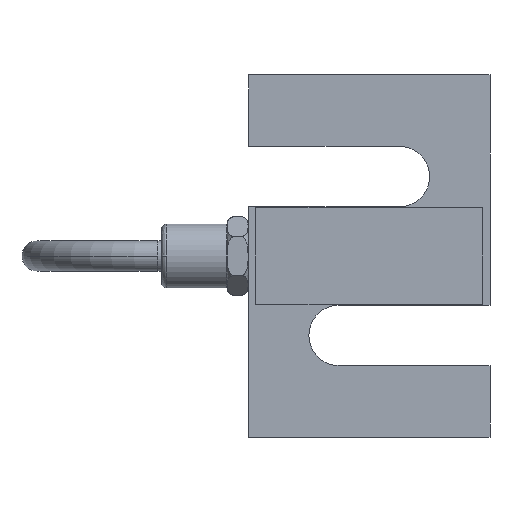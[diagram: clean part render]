
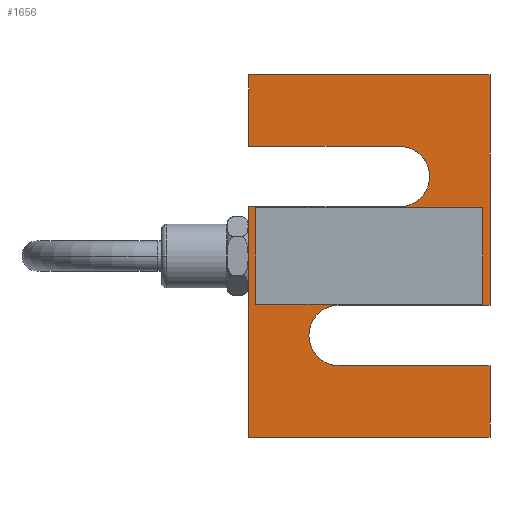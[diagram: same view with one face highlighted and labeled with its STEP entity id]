
A CAD part, front view. The second image highlights one B-rep face of the part: STEP entity #1656.
In plain terms, the highlighted planar face has unit normal (0, -1, 0).
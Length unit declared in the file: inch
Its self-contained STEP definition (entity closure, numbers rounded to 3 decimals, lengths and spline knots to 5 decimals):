
#47 = LINE ( 'NONE', #48, #49 ) ;
#48 = CARTESIAN_POINT ( 'NONE',  ( -0.93, -0.5, -1.5 ) ) ;
#49 = VECTOR ( 'NONE', #50, 39.37008 ) ;
#50 = DIRECTION ( 'NONE',  ( 0., 0., -1. ) ) ;
#213 = CARTESIAN_POINT ( 'NONE',  ( -0.25, -0.5, -2.4075 ) ) ;
#233 = VERTEX_POINT ( 'NONE', #1771 ) ;
#461 = EDGE_CURVE ( 'NONE', #1642, #986, #859, .T. ) ;
#500 = EDGE_CURVE ( 'NONE', #588, #1545, #1233, .T. ) ;
#514 = VERTEX_POINT ( 'NONE', #1355 ) ;
#588 = VERTEX_POINT ( 'NONE', #1983 ) ;
#595 = EDGE_CURVE ( 'NONE', #606, #588, #2094, .T. ) ;
#601 = VERTEX_POINT ( 'NONE', #2145 ) ;
#603 = VERTEX_POINT ( 'NONE', #2207 ) ;
#606 = VERTEX_POINT ( 'NONE', #2221 ) ;
#615 = EDGE_CURVE ( 'NONE', #1657, #233, #2294, .T. ) ;
#623 = EDGE_CURVE ( 'NONE', #1407, #601, #2342, .T. ) ;
#627 = EDGE_CURVE ( 'NONE', #1004, #603, #672, .T. ) ;
#672 = LINE ( 'NONE', #673, #674 ) ;
#673 = CARTESIAN_POINT ( 'NONE',  ( 0., -0.5, -1.11 ) ) ;
#674 = VECTOR ( 'NONE', #675, 39.37008 ) ;
#675 = DIRECTION ( 'NONE',  ( -1., 0., 0. ) ) ;
#686 = ORIENTED_EDGE ( 'NONE', *, *, #1459, .F. ) ;
#795 = CARTESIAN_POINT ( 'NONE',  ( 0.25, -0.5, -1.0925 ) ) ;
#858 = CARTESIAN_POINT ( 'NONE',  ( -1., -0.5, 0. ) ) ;
#859 = LINE ( 'NONE', #860, #861 ) ;
#860 = CARTESIAN_POINT ( 'NONE',  ( 1., -0.5, -1.5 ) ) ;
#861 = VECTOR ( 'NONE', #862, 39.37008 ) ;
#862 = DIRECTION ( 'NONE',  ( 0., 0., -1. ) ) ;
#863 = LINE ( 'NONE', #864, #865 ) ;
#864 = CARTESIAN_POINT ( 'NONE',  ( -1., -0.5, -2.04625 ) ) ;
#865 = VECTOR ( 'NONE', #866, 39.37008 ) ;
#866 = DIRECTION ( 'NONE',  ( 0., 0., -1. ) ) ;
#888 = VERTEX_POINT ( 'NONE', #1264 ) ;
#910 = VERTEX_POINT ( 'NONE', #1289 ) ;
#948 = VERTEX_POINT ( 'NONE', #1319 ) ;
#986 = VERTEX_POINT ( 'NONE', #1327 ) ;
#1004 = VERTEX_POINT ( 'NONE', #1356 ) ;
#1104 = ORIENTED_EDGE ( 'NONE', *, *, #1460, .F. ) ;
#1123 = EDGE_CURVE ( 'NONE', #948, #888, #1415, .T. ) ;
#1184 = EDGE_CURVE ( 'NONE', #603, #948, #47, .T. ) ;
#1222 = ORIENTED_EDGE ( 'NONE', *, *, #623, .F. ) ;
#1233 = LINE ( 'NONE', #1234, #1235 ) ;
#1234 = CARTESIAN_POINT ( 'NONE',  ( -1., -0.5, -1.5 ) ) ;
#1235 = VECTOR ( 'NONE', #1236, 39.37008 ) ;
#1236 = DIRECTION ( 'NONE',  ( 0., 0., 1. ) ) ;
#1264 = CARTESIAN_POINT ( 'NONE',  ( 0.93, -0.5, -1.89 ) ) ;
#1289 = CARTESIAN_POINT ( 'NONE',  ( -1., -0.5, -1.0925 ) ) ;
#1319 = CARTESIAN_POINT ( 'NONE',  ( -0.93, -0.5, -1.89 ) ) ;
#1327 = CARTESIAN_POINT ( 'NONE',  ( 1., -0.5, -1.9075 ) ) ;
#1355 = CARTESIAN_POINT ( 'NONE',  ( -0.25, -0.5, -1.9075 ) ) ;
#1356 = CARTESIAN_POINT ( 'NONE',  ( 0.93, -0.5, -1.11 ) ) ;
#1407 = VERTEX_POINT ( 'NONE', #213 ) ;
#1415 = LINE ( 'NONE', #1416, #1417 ) ;
#1416 = CARTESIAN_POINT ( 'NONE',  ( 0., -0.5, -1.89 ) ) ;
#1417 = VECTOR ( 'NONE', #1418, 39.37008 ) ;
#1418 = DIRECTION ( 'NONE',  ( 1., 0., 0. ) ) ;
#1459 = EDGE_CURVE ( 'NONE', #514, #1407, #1756, .T. ) ;
#1460 = EDGE_CURVE ( 'NONE', #1545, #1642, #1762, .T. ) ;
#1470 = ORIENTED_EDGE ( 'NONE', *, *, #1476, .F. ) ;
#1471 = EDGE_CURVE ( 'NONE', #1535, #606, #1827, .T. ) ;
#1473 = EDGE_LOOP ( 'NONE', ( #1104, #2128, #1679, #1643, #1610, #1575, #1508, #1470, #1222, #686, #1696, #1644 ) ) ;
#1476 = EDGE_CURVE ( 'NONE', #601, #1657, #1899, .T. ) ;
#1492 = ORIENTED_EDGE ( 'NONE', *, *, #1497, .F. ) ;
#1497 = EDGE_CURVE ( 'NONE', #888, #1004, #2110, .T. ) ;
#1508 = ORIENTED_EDGE ( 'NONE', *, *, #615, .F. ) ;
#1529 = ORIENTED_EDGE ( 'NONE', *, *, #627, .F. ) ;
#1535 = VERTEX_POINT ( 'NONE', #795 ) ;
#1545 = VERTEX_POINT ( 'NONE', #858 ) ;
#1547 = EDGE_CURVE ( 'NONE', #910, #233, #863, .T. ) ;
#1569 = ORIENTED_EDGE ( 'NONE', *, *, #1184, .F. ) ;
#1575 = ORIENTED_EDGE ( 'NONE', *, *, #1547, .T. ) ;
#1605 = ORIENTED_EDGE ( 'NONE', *, *, #1123, .F. ) ;
#1610 = ORIENTED_EDGE ( 'NONE', *, *, #1714, .F. ) ;
#1637 = EDGE_LOOP ( 'NONE', ( #1605, #1569, #1529, #1492 ) ) ;
#1642 = VERTEX_POINT ( 'NONE', #1857 ) ;
#1643 = ORIENTED_EDGE ( 'NONE', *, *, #1471, .F. ) ;
#1644 = ORIENTED_EDGE ( 'NONE', *, *, #461, .F. ) ;
#1656 = ADVANCED_FACE ( 'NONE', ( #1975, #1976 ), #1977, .F. ) ;
#1657 = VERTEX_POINT ( 'NONE', #1982 ) ;
#1679 = ORIENTED_EDGE ( 'NONE', *, *, #595, .F. ) ;
#1696 = ORIENTED_EDGE ( 'NONE', *, *, #1749, .F. ) ;
#1714 = EDGE_CURVE ( 'NONE', #910, #1535, #2298, .T. ) ;
#1749 = EDGE_CURVE ( 'NONE', #986, #514, #2322, .T. ) ;
#1756 = CIRCLE ( 'NONE', #1757, 0.25 ) ;
#1757 = AXIS2_PLACEMENT_3D ( 'NONE', #1758, #1759, #1760 ) ;
#1758 = CARTESIAN_POINT ( 'NONE',  ( -0.25, -0.5, -2.1575 ) ) ;
#1759 = DIRECTION ( 'NONE',  ( 0., -1., 0. ) ) ;
#1760 = DIRECTION ( 'NONE',  ( 0., 0., -1. ) ) ;
#1762 = LINE ( 'NONE', #1763, #1764 ) ;
#1763 = CARTESIAN_POINT ( 'NONE',  ( 0., -0.5, 0. ) ) ;
#1764 = VECTOR ( 'NONE', #1765, 39.37008 ) ;
#1765 = DIRECTION ( 'NONE',  ( 1., 0., 0. ) ) ;
#1771 = CARTESIAN_POINT ( 'NONE',  ( -1., -0.5, -3. ) ) ;
#1827 = CIRCLE ( 'NONE', #1828, 0.25 ) ;
#1828 = AXIS2_PLACEMENT_3D ( 'NONE', #1829, #1830, #1831 ) ;
#1829 = CARTESIAN_POINT ( 'NONE',  ( 0.25, -0.5, -0.8425 ) ) ;
#1830 = DIRECTION ( 'NONE',  ( 0., -1., 0. ) ) ;
#1831 = DIRECTION ( 'NONE',  ( 0., 0., -1. ) ) ;
#1857 = CARTESIAN_POINT ( 'NONE',  ( 1., -0.5, 0. ) ) ;
#1899 = LINE ( 'NONE', #1900, #1901 ) ;
#1900 = CARTESIAN_POINT ( 'NONE',  ( 1., -0.5, -1.5 ) ) ;
#1901 = VECTOR ( 'NONE', #1902, 39.37008 ) ;
#1902 = DIRECTION ( 'NONE',  ( 0., 0., -1. ) ) ;
#1975 = FACE_BOUND ( 'NONE', #1637, .T. ) ;
#1976 = FACE_OUTER_BOUND ( 'NONE', #1473, .T. ) ;
#1977 = PLANE ( 'NONE',  #1978 ) ;
#1978 = AXIS2_PLACEMENT_3D ( 'NONE', #1979, #1980, #1981 ) ;
#1979 = CARTESIAN_POINT ( 'NONE',  ( 1., -0.5, -3. ) ) ;
#1980 = DIRECTION ( 'NONE',  ( 0., 1., 0. ) ) ;
#1981 = DIRECTION ( 'NONE',  ( -1., 0., 0. ) ) ;
#1982 = CARTESIAN_POINT ( 'NONE',  ( 1., -0.5, -3. ) ) ;
#1983 = CARTESIAN_POINT ( 'NONE',  ( -1., -0.5, -0.5925 ) ) ;
#2094 = LINE ( 'NONE', #2095, #2096 ) ;
#2095 = CARTESIAN_POINT ( 'NONE',  ( 0., -0.5, -0.5925 ) ) ;
#2096 = VECTOR ( 'NONE', #2097, 39.37008 ) ;
#2097 = DIRECTION ( 'NONE',  ( -1., 0., 0. ) ) ;
#2110 = LINE ( 'NONE', #2111, #2112 ) ;
#2111 = CARTESIAN_POINT ( 'NONE',  ( 0.93, -0.5, -1.5 ) ) ;
#2112 = VECTOR ( 'NONE', #2113, 39.37008 ) ;
#2113 = DIRECTION ( 'NONE',  ( 0., 0., 1. ) ) ;
#2128 = ORIENTED_EDGE ( 'NONE', *, *, #500, .F. ) ;
#2145 = CARTESIAN_POINT ( 'NONE',  ( 1., -0.5, -2.4075 ) ) ;
#2207 = CARTESIAN_POINT ( 'NONE',  ( -0.93, -0.5, -1.11 ) ) ;
#2221 = CARTESIAN_POINT ( 'NONE',  ( 0.25, -0.5, -0.5925 ) ) ;
#2294 = LINE ( 'NONE', #2295, #2296 ) ;
#2295 = CARTESIAN_POINT ( 'NONE',  ( 0., -0.5, -3. ) ) ;
#2296 = VECTOR ( 'NONE', #2297, 39.37008 ) ;
#2297 = DIRECTION ( 'NONE',  ( -1., 0., 0. ) ) ;
#2298 = LINE ( 'NONE', #2299, #2300 ) ;
#2299 = CARTESIAN_POINT ( 'NONE',  ( 0., -0.5, -1.0925 ) ) ;
#2300 = VECTOR ( 'NONE', #2301, 39.37008 ) ;
#2301 = DIRECTION ( 'NONE',  ( 1., 0., 0. ) ) ;
#2322 = LINE ( 'NONE', #2323, #2324 ) ;
#2323 = CARTESIAN_POINT ( 'NONE',  ( 0., -0.5, -1.9075 ) ) ;
#2324 = VECTOR ( 'NONE', #2325, 39.37008 ) ;
#2325 = DIRECTION ( 'NONE',  ( -1., 0., 0. ) ) ;
#2342 = LINE ( 'NONE', #2343, #2344 ) ;
#2343 = CARTESIAN_POINT ( 'NONE',  ( 0., -0.5, -2.4075 ) ) ;
#2344 = VECTOR ( 'NONE', #2345, 39.37008 ) ;
#2345 = DIRECTION ( 'NONE',  ( 1., 0., 0. ) ) ;
